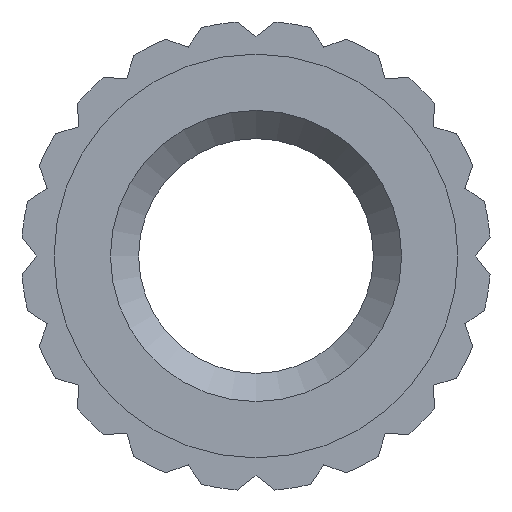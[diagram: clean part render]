
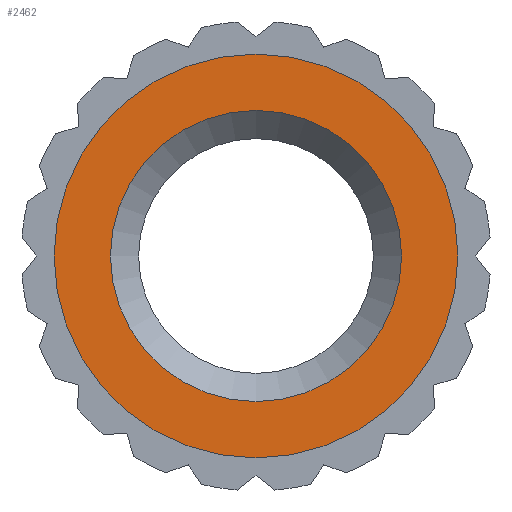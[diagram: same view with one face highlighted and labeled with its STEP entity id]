
A CAD part, front view. The second image highlights one B-rep face of the part: STEP entity #2462.
In plain terms, the highlighted planar face has unit normal (0, -1, 0).
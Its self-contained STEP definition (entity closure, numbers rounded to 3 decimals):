
#627=FACE_BOUND('',#762,.T.);
#632=FACE_OUTER_BOUND('',#761,.T.);
#761=EDGE_LOOP('',(#1621,#1622));
#762=EDGE_LOOP('',(#1623,#1624));
#895=CIRCLE('',#2612,2.15);
#896=CIRCLE('',#2613,2.15);
#897=CIRCLE('',#2614,1.55);
#898=CIRCLE('',#2615,1.55);
#989=VERTEX_POINT('',#3568);
#990=VERTEX_POINT('',#3569);
#991=VERTEX_POINT('',#3572);
#992=VERTEX_POINT('',#3573);
#1243=EDGE_CURVE('',#989,#990,#895,.T.);
#1244=EDGE_CURVE('',#990,#989,#896,.T.);
#1245=EDGE_CURVE('',#991,#992,#897,.T.);
#1246=EDGE_CURVE('',#992,#991,#898,.T.);
#1621=ORIENTED_EDGE('',*,*,#1243,.F.);
#1622=ORIENTED_EDGE('',*,*,#1244,.F.);
#1623=ORIENTED_EDGE('',*,*,#1245,.F.);
#1624=ORIENTED_EDGE('',*,*,#1246,.F.);
#2377=PLANE('',#2611);
#2462=ADVANCED_FACE('',(#632,#627),#2377,.F.);
#2611=AXIS2_PLACEMENT_3D('',#3567,#2836,#2837);
#2612=AXIS2_PLACEMENT_3D('',#3570,#2838,#2839);
#2613=AXIS2_PLACEMENT_3D('',#3571,#2840,#2841);
#2614=AXIS2_PLACEMENT_3D('',#3574,#2842,#2843);
#2615=AXIS2_PLACEMENT_3D('',#3575,#2844,#2845);
#2836=DIRECTION('center_axis',(0.,1.,0.));
#2837=DIRECTION('ref_axis',(1.,0.,0.));
#2838=DIRECTION('center_axis',(0.,1.,0.));
#2839=DIRECTION('ref_axis',(0.,0.,1.));
#2840=DIRECTION('center_axis',(0.,1.,0.));
#2841=DIRECTION('ref_axis',(0.,0.,1.));
#2842=DIRECTION('center_axis',(0.,-1.,0.));
#2843=DIRECTION('ref_axis',(-1.,0.,0.));
#2844=DIRECTION('center_axis',(0.,-1.,0.));
#2845=DIRECTION('ref_axis',(-1.,0.,0.));
#3567=CARTESIAN_POINT('Origin',(0.,0.,0.));
#3568=CARTESIAN_POINT('',(0.,0.,2.15));
#3569=CARTESIAN_POINT('',(0.,0.,-2.15));
#3570=CARTESIAN_POINT('Origin',(0.,0.,0.));
#3571=CARTESIAN_POINT('Origin',(0.,0.,0.));
#3572=CARTESIAN_POINT('',(0.,0.,-1.55));
#3573=CARTESIAN_POINT('',(0.,0.,1.55));
#3574=CARTESIAN_POINT('Origin',(0.,0.,0.));
#3575=CARTESIAN_POINT('Origin',(0.,0.,0.));
